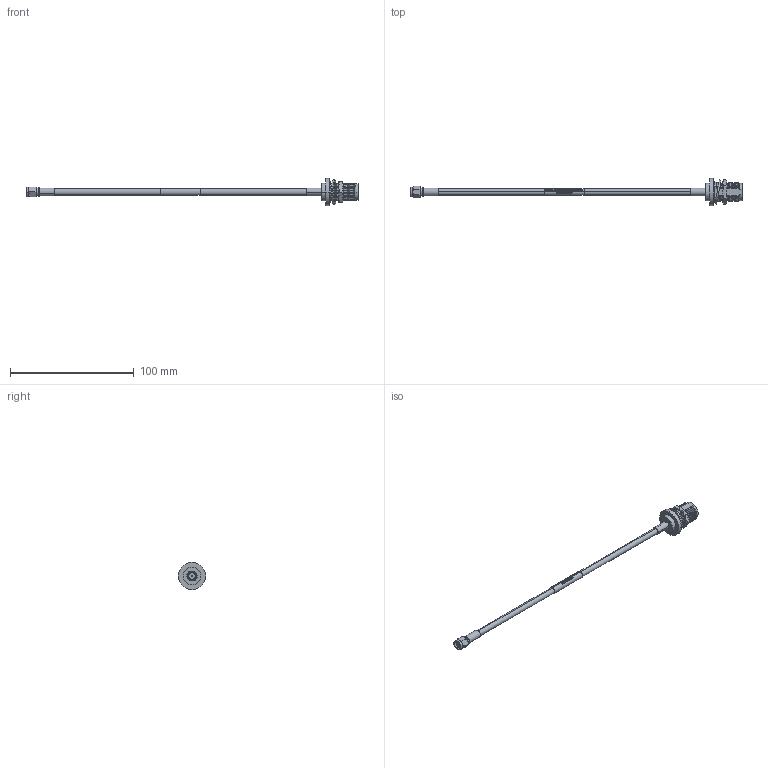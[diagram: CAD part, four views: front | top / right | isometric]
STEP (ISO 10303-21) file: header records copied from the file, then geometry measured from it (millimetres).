
FILE_DESCRIPTION (( 'STEP AP214' ), '1' );
FILE_NAME ('FMCA100229_3D.step', '2024-10-30T16:58:28', ( '' ), ( '' ), 'SwSTEP 2.0', 'SolidWorks 2022', '' );
FILE_SCHEMA (( 'AUTOMOTIVE_DESIGN' ));
Length unit declared in the file: inch
Products named in the file (10): FMCN5284^FMCA100229; Copy of PE44528-MA1^FMCN5284_FMCA100229; FMCN5254-MA0^FMCN5254_FMCA100229; FMCN5254-MA1^FMCN5254_FMCA100229; FMCN5254-MA2^FMCN5254_FMCA100229; FMCA100229_3D; LMR-195-UF^FMCA100229_FM; FMCN5254^FMCA100229_默认; Copy of PE44528-MA3^FMCN5284_FMCA100229; Copy of PE44528-MA2^FMCN5284_FMCA100229
Assembly tree (9 placements, depth 3):
  FMCA100229_3D
    LMR-195-UF^FMCA100229_FM
    FMCN5254^FMCA100229_默认
      FMCN5254-MA0^FMCN5254_FMCA100229
      FMCN5254-MA1^FMCN5254_FMCA100229
      FMCN5254-MA2^FMCN5254_FMCA100229
    FMCN5284^FMCA100229
      Copy of PE44528-MA1^FMCN5284_FMCA100229
      Copy of PE44528-MA3^FMCN5284_FMCA100229
      Copy of PE44528-MA2^FMCN5284_FMCA100229
Bounding box: 268.73 x 22.1 x 22.1 mm (x, y, z)
Volume: 8325.3 mm3; surface area: 10177.1 mm2
Topology: 7 solids, 7 shells, 2147 faces, 4863 edges, 2786 vertices
Faces by surface type: bspline 1324, cylinder 325, plane 301, cone 195, torus 2
Entity records: 89124 total; most frequent: CARTESIAN_POINT 54794, ORIENTED_EDGE 9722, EDGE_CURVE 4861, DIRECTION 3266, VERTEX_POINT 2786, EDGE_LOOP 2217, ADVANCED_FACE 2147, FACE_OUTER_BOUND 2147
